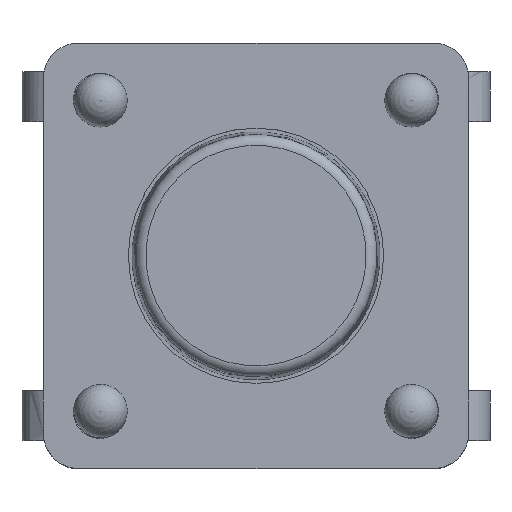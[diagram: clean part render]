
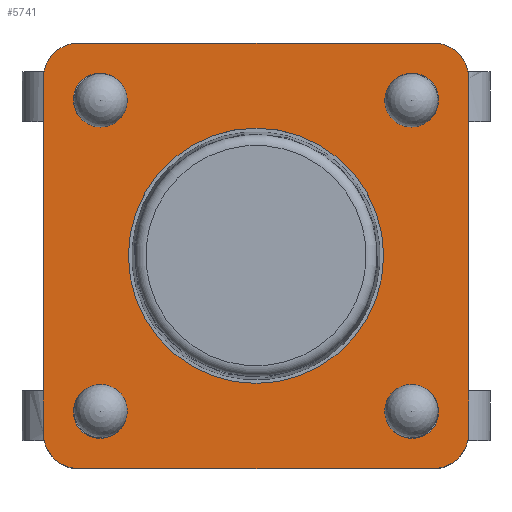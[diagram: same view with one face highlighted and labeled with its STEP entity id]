
A CAD part, top view. The second image highlights one B-rep face of the part: STEP entity #5741.
In plain terms, the highlighted planar face has unit normal (0, 0, 1).
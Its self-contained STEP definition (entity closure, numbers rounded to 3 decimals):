
#5584=CARTESIAN_POINT('',(2.5,3.,0.3));
#5585=VERTEX_POINT('',#5584);
#5586=CARTESIAN_POINT('',(3.0,2.5,0.3));
#5587=VERTEX_POINT('',#5586);
#5588=CARTESIAN_POINT('',(2.5,2.5,0.3));
#5589=DIRECTION('',(0.0,0.0,-1.));
#5590=DIRECTION('',(0.707,0.707,0.0));
#5591=AXIS2_PLACEMENT_3D('',#5588,#5589,#5590);
#5592=CIRCLE('',#5591,0.5);
#5593=EDGE_CURVE('',#5585,#5587,#5592,.T.);
#5621=CARTESIAN_POINT('',(0.,0.,0.3));
#5622=DIRECTION('',(0.0,0.0,1.0));
#5623=DIRECTION('',(1.0,0.0,0.0));
#5624=AXIS2_PLACEMENT_3D('',#5621,#5622,#5623);
#5625=PLANE('',#5624);
#5626=ORIENTED_EDGE('',*,*,#5593,.F.);
#5627=CARTESIAN_POINT('',(-2.5,3.0,0.3));
#5628=VERTEX_POINT('',#5627);
#5629=CARTESIAN_POINT('',(-2.5,3.0,0.3));
#5630=DIRECTION('',(1.0,0.0,0.0));
#5631=VECTOR('',#5630,5.);
#5632=LINE('',#5629,#5631);
#5633=EDGE_CURVE('',#5628,#5585,#5632,.T.);
#5634=ORIENTED_EDGE('',*,*,#5633,.F.);
#5635=CARTESIAN_POINT('',(-3.,2.5,0.3));
#5636=VERTEX_POINT('',#5635);
#5637=CARTESIAN_POINT('',(-2.5,2.5,0.3));
#5638=DIRECTION('',(0.0,0.0,-1.));
#5639=DIRECTION('',(-0.707,0.707,0.0));
#5640=AXIS2_PLACEMENT_3D('',#5637,#5638,#5639);
#5641=CIRCLE('',#5640,0.5);
#5642=EDGE_CURVE('',#5636,#5628,#5641,.T.);
#5643=ORIENTED_EDGE('',*,*,#5642,.F.);
#5644=CARTESIAN_POINT('',(-3.,-2.5,0.3));
#5645=VERTEX_POINT('',#5644);
#5646=CARTESIAN_POINT('',(-3.,-2.5,0.3));
#5647=DIRECTION('',(0.0,1.0,0.0));
#5648=VECTOR('',#5647,5.0);
#5649=LINE('',#5646,#5648);
#5650=EDGE_CURVE('',#5645,#5636,#5649,.T.);
#5651=ORIENTED_EDGE('',*,*,#5650,.F.);
#5652=CARTESIAN_POINT('',(-2.5,-3.,0.3));
#5653=VERTEX_POINT('',#5652);
#5654=CARTESIAN_POINT('',(-2.5,-2.5,0.3));
#5655=DIRECTION('',(0.0,0.0,-1.));
#5656=DIRECTION('',(-0.707,-0.707,0.0));
#5657=AXIS2_PLACEMENT_3D('',#5654,#5655,#5656);
#5658=CIRCLE('',#5657,0.5);
#5659=EDGE_CURVE('',#5653,#5645,#5658,.T.);
#5660=ORIENTED_EDGE('',*,*,#5659,.F.);
#5661=CARTESIAN_POINT('',(2.5,-3.,0.3));
#5662=VERTEX_POINT('',#5661);
#5663=CARTESIAN_POINT('',(2.5,-3.,0.3));
#5664=DIRECTION('',(-1.0,0.0,0.0));
#5665=VECTOR('',#5664,5.0);
#5666=LINE('',#5663,#5665);
#5667=EDGE_CURVE('',#5662,#5653,#5666,.T.);
#5668=ORIENTED_EDGE('',*,*,#5667,.F.);
#5669=CARTESIAN_POINT('',(3.,-2.5,0.3));
#5670=VERTEX_POINT('',#5669);
#5671=CARTESIAN_POINT('',(2.5,-2.5,0.3));
#5672=DIRECTION('',(0.0,0.0,-1.0));
#5673=DIRECTION('',(0.707,-0.707,0.0));
#5674=AXIS2_PLACEMENT_3D('',#5671,#5672,#5673);
#5675=CIRCLE('',#5674,0.5);
#5676=EDGE_CURVE('',#5670,#5662,#5675,.T.);
#5677=ORIENTED_EDGE('',*,*,#5676,.F.);
#5678=CARTESIAN_POINT('',(3.0,2.5,0.3));
#5679=DIRECTION('',(0.0,-1.0,0.0));
#5680=VECTOR('',#5679,5.);
#5681=LINE('',#5678,#5680);
#5682=EDGE_CURVE('',#5587,#5670,#5681,.T.);
#5683=ORIENTED_EDGE('',*,*,#5682,.F.);
#5684=EDGE_LOOP('',(#5626,#5634,#5643,#5651,#5660,#5668,#5677,#5683));
#5685=FACE_OUTER_BOUND('',#5684,.T.);
#5686=CARTESIAN_POINT('',(1.8,0.,0.3));
#5687=VERTEX_POINT('',#5686);
#5688=CARTESIAN_POINT('',(0.,0.0,0.3));
#5689=DIRECTION('',(0.0,0.0,-1.0));
#5690=DIRECTION('',(-1.0,0.0,0.0));
#5691=AXIS2_PLACEMENT_3D('',#5688,#5689,#5690);
#5692=CIRCLE('',#5691,1.8);
#5693=EDGE_CURVE('',#5687,#5687,#5692,.T.);
#5694=ORIENTED_EDGE('',*,*,#5693,.T.);
#5695=EDGE_LOOP('',(#5694));
#5696=FACE_BOUND('',#5695,.T.);
#5697=CARTESIAN_POINT('',(-1.825,-2.2,0.3));
#5698=VERTEX_POINT('',#5697);
#5699=CARTESIAN_POINT('',(-2.2,-2.2,0.3));
#5700=DIRECTION('',(0.0,0.0,-1.0));
#5701=DIRECTION('',(-1.0,0.0,0.0));
#5702=AXIS2_PLACEMENT_3D('',#5699,#5700,#5701);
#5703=CIRCLE('',#5702,0.375);
#5704=EDGE_CURVE('',#5698,#5698,#5703,.T.);
#5705=ORIENTED_EDGE('',*,*,#5704,.T.);
#5706=EDGE_LOOP('',(#5705));
#5707=FACE_BOUND('',#5706,.T.);
#5708=CARTESIAN_POINT('',(2.575,-2.2,0.3));
#5709=VERTEX_POINT('',#5708);
#5710=CARTESIAN_POINT('',(2.2,-2.2,0.3));
#5711=DIRECTION('',(0.0,0.0,-1.0));
#5712=DIRECTION('',(-1.0,0.0,0.0));
#5713=AXIS2_PLACEMENT_3D('',#5710,#5711,#5712);
#5714=CIRCLE('',#5713,0.375);
#5715=EDGE_CURVE('',#5709,#5709,#5714,.T.);
#5716=ORIENTED_EDGE('',*,*,#5715,.T.);
#5717=EDGE_LOOP('',(#5716));
#5718=FACE_BOUND('',#5717,.T.);
#5719=CARTESIAN_POINT('',(2.575,2.2,0.3));
#5720=VERTEX_POINT('',#5719);
#5721=CARTESIAN_POINT('',(2.2,2.2,0.3));
#5722=DIRECTION('',(0.0,0.0,-1.0));
#5723=DIRECTION('',(-1.0,0.0,0.0));
#5724=AXIS2_PLACEMENT_3D('',#5721,#5722,#5723);
#5725=CIRCLE('',#5724,0.375);
#5726=EDGE_CURVE('',#5720,#5720,#5725,.T.);
#5727=ORIENTED_EDGE('',*,*,#5726,.T.);
#5728=EDGE_LOOP('',(#5727));
#5729=FACE_BOUND('',#5728,.T.);
#5730=CARTESIAN_POINT('',(-1.825,2.2,0.3));
#5731=VERTEX_POINT('',#5730);
#5732=CARTESIAN_POINT('',(-2.2,2.2,0.3));
#5733=DIRECTION('',(0.0,0.0,-1.0));
#5734=DIRECTION('',(-1.0,0.0,0.0));
#5735=AXIS2_PLACEMENT_3D('',#5732,#5733,#5734);
#5736=CIRCLE('',#5735,0.375);
#5737=EDGE_CURVE('',#5731,#5731,#5736,.T.);
#5738=ORIENTED_EDGE('',*,*,#5737,.T.);
#5739=EDGE_LOOP('',(#5738));
#5740=FACE_BOUND('',#5739,.T.);
#5741=ADVANCED_FACE('',(#5685,#5696,#5707,#5718,#5729,#5740),#5625,.T.);
